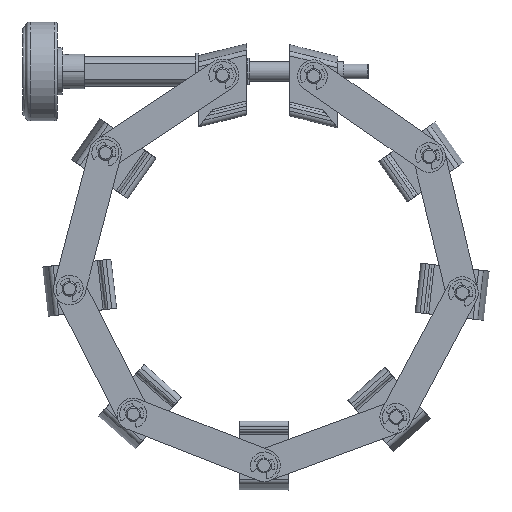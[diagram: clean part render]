
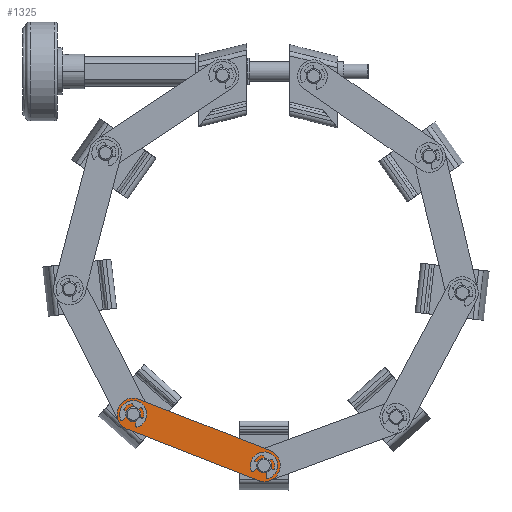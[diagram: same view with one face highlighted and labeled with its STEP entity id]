
A CAD part, left-side view. The second image highlights one B-rep face of the part: STEP entity #1325.
In plain terms, the highlighted planar face has unit normal (-1, 0, 0).
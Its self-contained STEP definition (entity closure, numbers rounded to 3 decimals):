
#1325=ADVANCED_FACE('',(#3549,#3550,#3551),#3548,.F.);
#3548=PLANE('',#6139);
#3549=FACE_OUTER_BOUND('',#6140,.T.);
#3550=FACE_BOUND('',#6141,.T.);
#3551=FACE_BOUND('',#6142,.T.);
#6136=CARTESIAN_POINT('',(-49.5,4.653,-155.328));
#6137=DIRECTION('',(1.,0.,0.));
#6138=DIRECTION('',(0.,0.365,-0.931));
#6139=AXIS2_PLACEMENT_3D('',#6136,#6137,#6138);
#6140=EDGE_LOOP('',(#8045,#8046,#8047,#8048));
#6141=EDGE_LOOP('',(#8049,#8050,#8051));
#6142=EDGE_LOOP('',(#8052,#8053,#8054));
#8045=ORIENTED_EDGE('',*,*,#9154,.T.);
#8046=ORIENTED_EDGE('',*,*,#9152,.F.);
#8047=ORIENTED_EDGE('',*,*,#9147,.T.);
#8048=ORIENTED_EDGE('',*,*,#9150,.F.);
#8049=ORIENTED_EDGE('',*,*,#9155,.T.);
#8050=ORIENTED_EDGE('',*,*,#9156,.T.);
#8051=ORIENTED_EDGE('',*,*,#9157,.T.);
#8052=ORIENTED_EDGE('',*,*,#9158,.T.);
#8053=ORIENTED_EDGE('',*,*,#9159,.T.);
#8054=ORIENTED_EDGE('',*,*,#9160,.T.);
#9147=EDGE_CURVE('',#13130,#13131,#13132,.T.);
#9150=EDGE_CURVE('',#13150,#13131,#13151,.T.);
#9152=EDGE_CURVE('',#13130,#13163,#13164,.T.);
#9154=EDGE_CURVE('',#13150,#13163,#13176,.T.);
#9155=EDGE_CURVE('',#13182,#13183,#13184,.T.);
#9156=EDGE_CURVE('',#13183,#13190,#13191,.T.);
#9157=EDGE_CURVE('',#13190,#13182,#13197,.T.);
#9158=EDGE_CURVE('',#13203,#13204,#13205,.T.);
#9159=EDGE_CURVE('',#13204,#13211,#13212,.T.);
#9160=EDGE_CURVE('',#13211,#13203,#13218,.T.);
#13130=VERTEX_POINT('',#17478);
#13131=VERTEX_POINT('',#17479);
#13132=LINE('',#17480,#17481);
#13150=VERTEX_POINT('',#17489);
#13151=CIRCLE('',#17493,6.5);
#13163=VERTEX_POINT('',#17497);
#13164=CIRCLE('',#17501,6.5);
#13176=LINE('',#17505,#17506);
#13182=VERTEX_POINT('',#17508);
#13183=VERTEX_POINT('',#17509);
#13184=CIRCLE('',#17513,3.);
#13190=VERTEX_POINT('',#17514);
#13191=CIRCLE('',#17518,3.);
#13197=CIRCLE('',#17522,3.);
#13203=VERTEX_POINT('',#17523);
#13204=VERTEX_POINT('',#17524);
#13205=CIRCLE('',#17528,3.);
#13211=VERTEX_POINT('',#17529);
#13212=CIRCLE('',#17533,3.);
#13218=CIRCLE('',#17537,3.);
#17478=CARTESIAN_POINT('',(-49.5,17.695,-151.605));
#17479=CARTESIAN_POINT('',(-49.5,70.754,-130.779));
#17480=CARTESIAN_POINT('',(-49.5,17.695,-151.605));
#17481=VECTOR('',#17482,57.);
#17482=DIRECTION('',(0.,0.931,0.365));
#17489=CARTESIAN_POINT('',(-49.5,75.504,-142.88));
#17490=CARTESIAN_POINT('',(-49.5,73.129,-136.829));
#17491=DIRECTION('',(1.,0.,0.));
#17492=DIRECTION('',(0.,-0.365,0.931));
#17493=AXIS2_PLACEMENT_3D('',#17490,#17491,#17492);
#17497=CARTESIAN_POINT('',(-49.5,22.445,-163.707));
#17498=CARTESIAN_POINT('',(-49.5,20.07,-157.656));
#17499=DIRECTION('',(1.,0.,0.));
#17500=DIRECTION('',(0.,0.365,-0.931));
#17501=AXIS2_PLACEMENT_3D('',#17498,#17499,#17500);
#17505=CARTESIAN_POINT('',(-49.5,75.504,-142.88));
#17506=VECTOR('',#17507,57.);
#17507=DIRECTION('',(0.,-0.931,-0.365));
#17508=CARTESIAN_POINT('',(-49.5,17.324,-158.734));
#17509=CARTESIAN_POINT('',(-49.5,21.213,-160.43));
#17510=CARTESIAN_POINT('',(-49.5,20.116,-157.638));
#17511=DIRECTION('',(1.,0.,0.));
#17512=DIRECTION('',(0.,-0.931,-0.365));
#17513=AXIS2_PLACEMENT_3D('',#17510,#17511,#17512);
#17514=CARTESIAN_POINT('',(-49.5,19.02,-154.845));
#17515=CARTESIAN_POINT('',(-49.5,20.116,-157.638));
#17516=DIRECTION('',(1.,0.,0.));
#17517=DIRECTION('',(0.,-0.931,-0.365));
#17518=AXIS2_PLACEMENT_3D('',#17515,#17516,#17517);
#17519=CARTESIAN_POINT('',(-49.5,20.116,-157.638));
#17520=DIRECTION('',(1.,0.,0.));
#17521=DIRECTION('',(0.,-0.931,-0.365));
#17522=AXIS2_PLACEMENT_3D('',#17519,#17520,#17521);
#17523=CARTESIAN_POINT('',(-49.5,70.29,-137.944));
#17524=CARTESIAN_POINT('',(-49.5,74.179,-139.64));
#17525=CARTESIAN_POINT('',(-49.5,73.082,-136.848));
#17526=DIRECTION('',(1.,0.,0.));
#17527=DIRECTION('',(0.,-0.931,-0.365));
#17528=AXIS2_PLACEMENT_3D('',#17525,#17526,#17527);
#17529=CARTESIAN_POINT('',(-49.5,71.986,-134.055));
#17530=CARTESIAN_POINT('',(-49.5,73.082,-136.848));
#17531=DIRECTION('',(1.,0.,0.));
#17532=DIRECTION('',(0.,-0.931,-0.365));
#17533=AXIS2_PLACEMENT_3D('',#17530,#17531,#17532);
#17534=CARTESIAN_POINT('',(-49.5,73.082,-136.848));
#17535=DIRECTION('',(1.,0.,0.));
#17536=DIRECTION('',(0.,-0.931,-0.365));
#17537=AXIS2_PLACEMENT_3D('',#17534,#17535,#17536);
